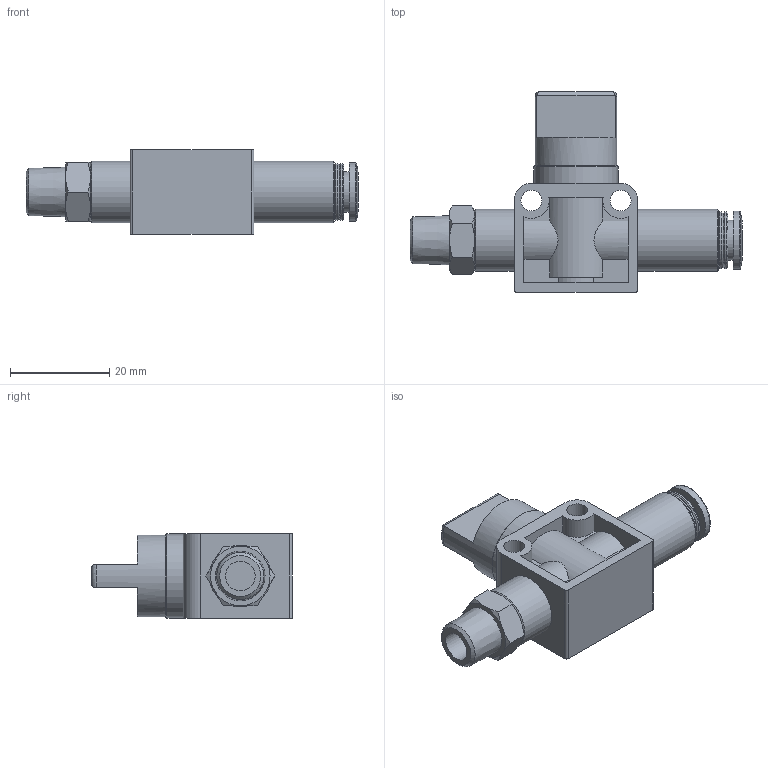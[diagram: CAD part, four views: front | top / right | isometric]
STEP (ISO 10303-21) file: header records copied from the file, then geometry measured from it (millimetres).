
FILE_DESCRIPTION(/* description */ ('STEP AP214'),/* implementation_level */ '2;1');
FILE_NAME(/* name */ '153471_HE-2-1_8-QS-6',/* time_stamp */ '2024-08-29T02:21:12+02:00',/* author */ ('License CC BY-ND 4.0'),/* organization */ ('CADENAS'),/* preprocessor_version */ 'ST-DEVELOPER v19.3',/* originating_system */ 'PARTsolutions',/* authorisation */ ' ');
FILE_SCHEMA (('AUTOMOTIVE_DESIGN {1 0 10303 214 3 1 1}'));
Length unit declared in the file: millimetre
Products named in the file (1): 153471 HE-2-1/8-QS-6
Bounding box: 67 x 40.5 x 17 mm (x, y, z)
Volume: 13241 mm3; surface area: 6804.1 mm2
Topology: 1 solids, 1 shells, 100 faces, 235 edges, 148 vertices
Faces by surface type: plane 45, cylinder 30, cone 22, torus 3
Full cylindrical faces by diameter (mm): 4.2 x2, 6 x2, 8.1 x1, 11.5 x2, 11.8 x1, 12.5 x2, 16.5 x1, 17 x1
Entity records: 3513 total; most frequent: CARTESIAN_POINT 589, DIRECTION 456, ORIENTED_EDGE 420, EDGE_CURVE 210, AXIS2_PLACEMENT_3D 181, VERTEX_POINT 146, EDGE_LOOP 138, FACE_BOUND 138
